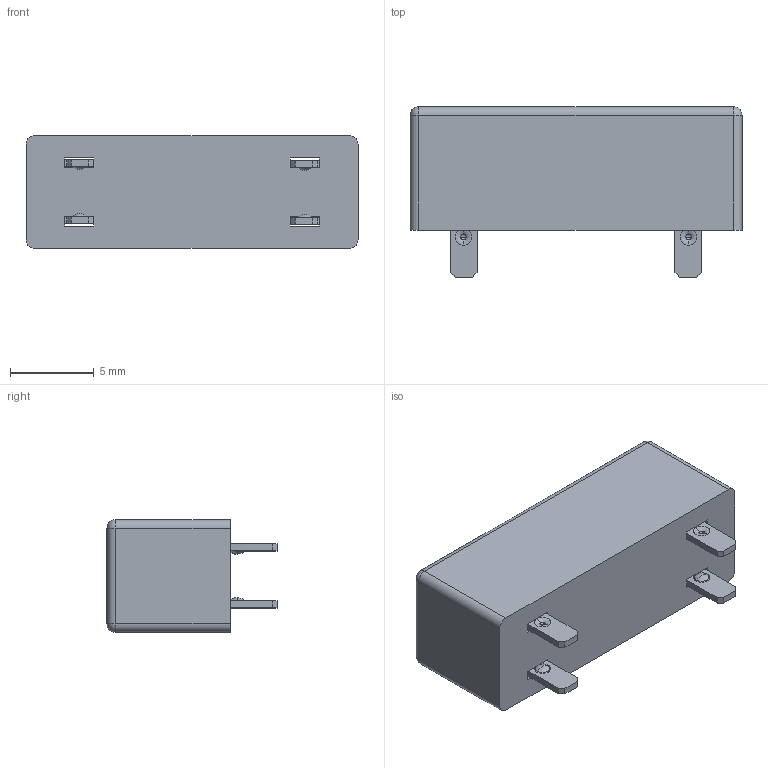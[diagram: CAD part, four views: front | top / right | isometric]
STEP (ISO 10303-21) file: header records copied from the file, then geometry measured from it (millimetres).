
FILE_DESCRIPTION (( 'STEP AP214' ), '1' );
FILE_NAME ('3557-2.STEP', '2007-12-12T16:14:49', ( 'Richard Maletta' ), ( '' ), 'SwSTEP 2.0', 'SolidWorks 2007', '' );
FILE_SCHEMA (( 'AUTOMOTIVE_DESIGN' ));
Length unit declared in the file: inch
Products named in the file (1): 3557-2
Bounding box: 19.81 x 10.16 x 6.73 mm (x, y, z)
Surface area: 1299.5 mm2 (no closed solid volume)
Topology: 0 solids, 3 shells, 180 faces, 568 edges, 384 vertices
Faces by surface type: plane 112, cylinder 32, sphere 20, torus 16
Entity records: 8526 total; most frequent: CARTESIAN_POINT 1165, DIRECTION 1066, ORIENTED_EDGE 956, EDGE_CURVE 564, VECTOR 400, LINE 400, VERTEX_POINT 384, AXIS2_PLACEMENT_3D 333
